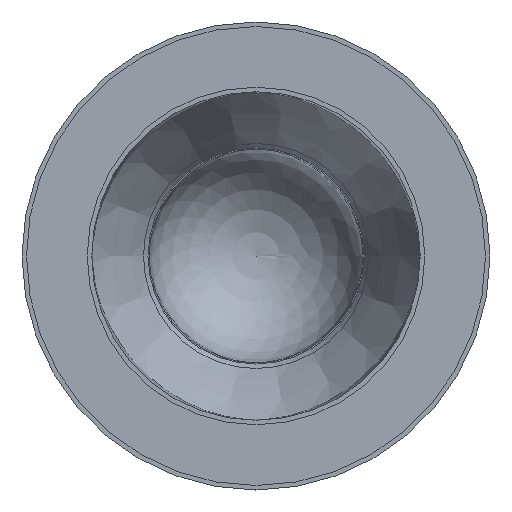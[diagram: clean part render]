
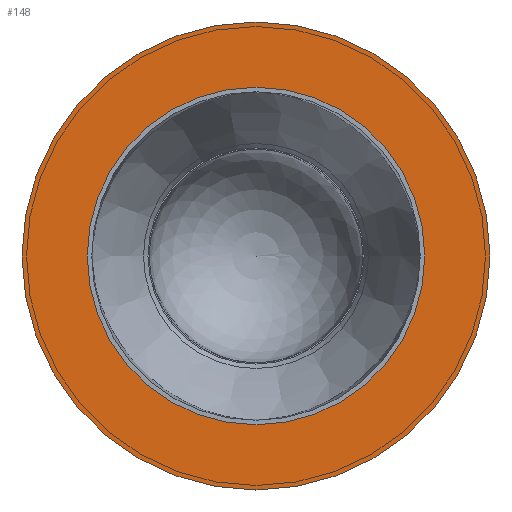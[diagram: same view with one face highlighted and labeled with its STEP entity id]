
A CAD part, left-side view. The second image highlights one B-rep face of the part: STEP entity #148.
In plain terms, the highlighted planar face has unit normal (-1, 0, 0).
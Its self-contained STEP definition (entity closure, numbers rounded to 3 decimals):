
#102=PLANE('',#355);
#127=CIRCLE('',#352,0.75);
#128=CIRCLE('',#354,1.04);
#148=ADVANCED_FACE('',(#189,#190),#102,.T.);
#189=FACE_BOUND('',#230,.T.);
#190=FACE_BOUND('',#231,.T.);
#230=EDGE_LOOP('',(#270));
#231=EDGE_LOOP('',(#271));
#270=ORIENTED_EDGE('',*,*,#316,.F.);
#271=ORIENTED_EDGE('',*,*,#317,.T.);
#295=VERTEX_POINT('',#509);
#296=VERTEX_POINT('',#512);
#316=EDGE_CURVE('',#295,#295,#127,.T.);
#317=EDGE_CURVE('',#296,#296,#128,.T.);
#352=AXIS2_PLACEMENT_3D('',#508,#421,#422);
#354=AXIS2_PLACEMENT_3D('',#511,#425,#426);
#355=AXIS2_PLACEMENT_3D('',#513,#427,#428);
#421=DIRECTION('',(-1.,0.,0.));
#422=DIRECTION('',(0.,-1.,0.));
#425=DIRECTION('',(-1.,0.,0.));
#426=DIRECTION('',(0.,-1.,0.));
#427=DIRECTION('',(-1.,0.,0.));
#428=DIRECTION('',(0.,1.,0.));
#508=CARTESIAN_POINT('',(-43.592,26.17,0.));
#509=CARTESIAN_POINT('',(-43.592,25.42,0.));
#511=CARTESIAN_POINT('',(-43.592,26.17,0.));
#512=CARTESIAN_POINT('',(-43.592,25.13,0.));
#513=CARTESIAN_POINT('',(-43.592,25.026,1.144));
